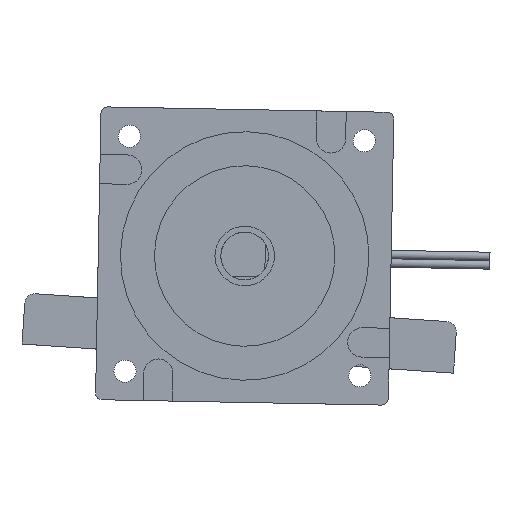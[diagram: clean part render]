
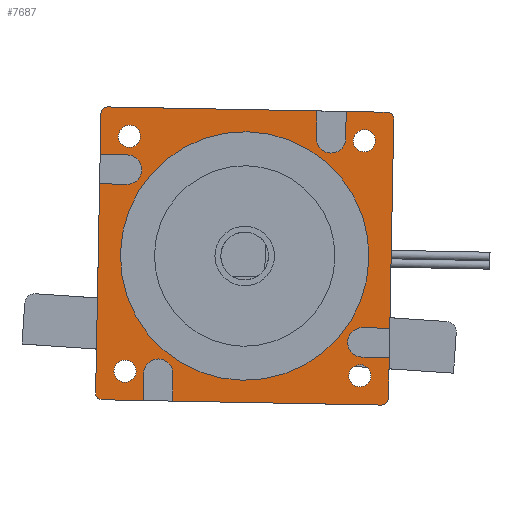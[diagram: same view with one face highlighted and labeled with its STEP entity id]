
A CAD part, left-side view. The second image highlights one B-rep face of the part: STEP entity #7687.
In plain terms, the highlighted face is planar.
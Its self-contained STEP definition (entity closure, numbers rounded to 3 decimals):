
#293=PLANE('',#8382);
#406=FACE_BOUND('',#1447,.T.);
#407=FACE_BOUND('',#1448,.T.);
#408=FACE_BOUND('',#1449,.T.);
#409=FACE_BOUND('',#1450,.T.);
#410=FACE_BOUND('',#1451,.T.);
#566=CIRCLE('',#8379,2.);
#568=CIRCLE('',#8383,4.3);
#569=CIRCLE('',#8384,2.);
#570=CIRCLE('',#8385,4.3);
#571=CIRCLE('',#8386,2.);
#572=CIRCLE('',#8387,4.3);
#573=CIRCLE('',#8388,2.);
#574=CIRCLE('',#8389,4.3);
#575=CIRCLE('',#8390,3.25);
#576=CIRCLE('',#8391,3.25);
#577=CIRCLE('',#8392,3.25);
#578=CIRCLE('',#8393,3.25);
#579=CIRCLE('',#8394,36.5);
#1010=FACE_OUTER_BOUND('',#1446,.T.);
#1446=EDGE_LOOP('',(#5430,#5431,#5432,#5433,#5434,#5435,#5436,#5437,#5438,
#5439,#5440,#5441,#5442,#5443,#5444,#5445,#5446,#5447,#5448,#5449,#5450,
#5451,#5452,#5453));
#1447=EDGE_LOOP('',(#5454));
#1448=EDGE_LOOP('',(#5455));
#1449=EDGE_LOOP('',(#5456));
#1450=EDGE_LOOP('',(#5457));
#1451=EDGE_LOOP('',(#5458));
#1986=LINE('',#11904,#2429);
#1990=LINE('',#11912,#2433);
#1997=LINE('',#11926,#2440);
#1998=LINE('',#11928,#2441);
#1999=LINE('',#11932,#2442);
#2000=LINE('',#11934,#2443);
#2001=LINE('',#11938,#2444);
#2002=LINE('',#11940,#2445);
#2003=LINE('',#11944,#2446);
#2004=LINE('',#11946,#2447);
#2005=LINE('',#11950,#2448);
#2006=LINE('',#11952,#2449);
#2007=LINE('',#11956,#2450);
#2008=LINE('',#11958,#2451);
#2009=LINE('',#11961,#2452);
#2010=LINE('',#11964,#2453);
#2429=VECTOR('',#9621,10.);
#2433=VECTOR('',#9625,10.);
#2440=VECTOR('',#9634,10.);
#2441=VECTOR('',#9635,10.);
#2442=VECTOR('',#9638,10.);
#2443=VECTOR('',#9639,10.);
#2444=VECTOR('',#9642,10.);
#2445=VECTOR('',#9643,10.);
#2446=VECTOR('',#9646,10.);
#2447=VECTOR('',#9647,10.);
#2448=VECTOR('',#9650,10.);
#2449=VECTOR('',#9651,10.);
#2450=VECTOR('',#9654,10.);
#2451=VECTOR('',#9655,10.);
#2452=VECTOR('',#9658,10.);
#2453=VECTOR('',#9661,10.);
#3154=VERTEX_POINT('',#11894);
#3155=VERTEX_POINT('',#11895);
#3158=VERTEX_POINT('',#11903);
#3161=VERTEX_POINT('',#11909);
#3162=VERTEX_POINT('',#11911);
#3168=VERTEX_POINT('',#11925);
#3169=VERTEX_POINT('',#11927);
#3170=VERTEX_POINT('',#11929);
#3171=VERTEX_POINT('',#11931);
#3172=VERTEX_POINT('',#11933);
#3173=VERTEX_POINT('',#11935);
#3174=VERTEX_POINT('',#11937);
#3175=VERTEX_POINT('',#11939);
#3176=VERTEX_POINT('',#11941);
#3177=VERTEX_POINT('',#11943);
#3178=VERTEX_POINT('',#11945);
#3179=VERTEX_POINT('',#11947);
#3180=VERTEX_POINT('',#11949);
#3181=VERTEX_POINT('',#11951);
#3182=VERTEX_POINT('',#11953);
#3183=VERTEX_POINT('',#11955);
#3184=VERTEX_POINT('',#11957);
#3185=VERTEX_POINT('',#11960);
#3186=VERTEX_POINT('',#11962);
#3187=VERTEX_POINT('',#11965);
#3188=VERTEX_POINT('',#11967);
#3189=VERTEX_POINT('',#11969);
#3190=VERTEX_POINT('',#11971);
#3191=VERTEX_POINT('',#11973);
#4014=EDGE_CURVE('',#3154,#3155,#566,.T.);
#4018=EDGE_CURVE('',#3158,#3155,#1986,.T.);
#4022=EDGE_CURVE('',#3162,#3161,#1990,.T.);
#4029=EDGE_CURVE('',#3154,#3168,#1997,.T.);
#4030=EDGE_CURVE('',#3168,#3169,#1998,.T.);
#4031=EDGE_CURVE('',#3169,#3170,#568,.T.);
#4032=EDGE_CURVE('',#3170,#3171,#1999,.T.);
#4033=EDGE_CURVE('',#3171,#3172,#2000,.T.);
#4034=EDGE_CURVE('',#3173,#3172,#569,.T.);
#4035=EDGE_CURVE('',#3173,#3174,#2001,.T.);
#4036=EDGE_CURVE('',#3174,#3175,#2002,.T.);
#4037=EDGE_CURVE('',#3175,#3176,#570,.T.);
#4038=EDGE_CURVE('',#3176,#3177,#2003,.T.);
#4039=EDGE_CURVE('',#3177,#3178,#2004,.T.);
#4040=EDGE_CURVE('',#3179,#3178,#571,.T.);
#4041=EDGE_CURVE('',#3179,#3180,#2005,.T.);
#4042=EDGE_CURVE('',#3180,#3181,#2006,.T.);
#4043=EDGE_CURVE('',#3181,#3182,#572,.T.);
#4044=EDGE_CURVE('',#3182,#3183,#2007,.T.);
#4045=EDGE_CURVE('',#3183,#3184,#2008,.T.);
#4046=EDGE_CURVE('',#3162,#3184,#573,.T.);
#4047=EDGE_CURVE('',#3161,#3185,#2009,.T.);
#4048=EDGE_CURVE('',#3185,#3186,#574,.T.);
#4049=EDGE_CURVE('',#3186,#3158,#2010,.T.);
#4050=EDGE_CURVE('',#3187,#3187,#575,.T.);
#4051=EDGE_CURVE('',#3188,#3188,#576,.T.);
#4052=EDGE_CURVE('',#3189,#3189,#577,.T.);
#4053=EDGE_CURVE('',#3190,#3190,#578,.T.);
#4054=EDGE_CURVE('',#3191,#3191,#579,.T.);
#5430=ORIENTED_EDGE('',*,*,#4014,.F.);
#5431=ORIENTED_EDGE('',*,*,#4029,.T.);
#5432=ORIENTED_EDGE('',*,*,#4030,.T.);
#5433=ORIENTED_EDGE('',*,*,#4031,.T.);
#5434=ORIENTED_EDGE('',*,*,#4032,.T.);
#5435=ORIENTED_EDGE('',*,*,#4033,.T.);
#5436=ORIENTED_EDGE('',*,*,#4034,.F.);
#5437=ORIENTED_EDGE('',*,*,#4035,.T.);
#5438=ORIENTED_EDGE('',*,*,#4036,.T.);
#5439=ORIENTED_EDGE('',*,*,#4037,.T.);
#5440=ORIENTED_EDGE('',*,*,#4038,.T.);
#5441=ORIENTED_EDGE('',*,*,#4039,.T.);
#5442=ORIENTED_EDGE('',*,*,#4040,.F.);
#5443=ORIENTED_EDGE('',*,*,#4041,.T.);
#5444=ORIENTED_EDGE('',*,*,#4042,.T.);
#5445=ORIENTED_EDGE('',*,*,#4043,.T.);
#5446=ORIENTED_EDGE('',*,*,#4044,.T.);
#5447=ORIENTED_EDGE('',*,*,#4045,.T.);
#5448=ORIENTED_EDGE('',*,*,#4046,.F.);
#5449=ORIENTED_EDGE('',*,*,#4022,.T.);
#5450=ORIENTED_EDGE('',*,*,#4047,.T.);
#5451=ORIENTED_EDGE('',*,*,#4048,.T.);
#5452=ORIENTED_EDGE('',*,*,#4049,.T.);
#5453=ORIENTED_EDGE('',*,*,#4018,.T.);
#5454=ORIENTED_EDGE('',*,*,#4050,.T.);
#5455=ORIENTED_EDGE('',*,*,#4051,.T.);
#5456=ORIENTED_EDGE('',*,*,#4052,.T.);
#5457=ORIENTED_EDGE('',*,*,#4053,.T.);
#5458=ORIENTED_EDGE('',*,*,#4054,.T.);
#7687=ADVANCED_FACE('',(#1010,#406,#407,#408,#409,#410),#293,.T.);
#8379=AXIS2_PLACEMENT_3D('',#11896,#9613,#9614);
#8382=AXIS2_PLACEMENT_3D('',#11924,#9632,#9633);
#8383=AXIS2_PLACEMENT_3D('',#11930,#9636,#9637);
#8384=AXIS2_PLACEMENT_3D('',#11936,#9640,#9641);
#8385=AXIS2_PLACEMENT_3D('',#11942,#9644,#9645);
#8386=AXIS2_PLACEMENT_3D('',#11948,#9648,#9649);
#8387=AXIS2_PLACEMENT_3D('',#11954,#9652,#9653);
#8388=AXIS2_PLACEMENT_3D('',#11959,#9656,#9657);
#8389=AXIS2_PLACEMENT_3D('',#11963,#9659,#9660);
#8390=AXIS2_PLACEMENT_3D('',#11966,#9662,#9663);
#8391=AXIS2_PLACEMENT_3D('',#11968,#9664,#9665);
#8392=AXIS2_PLACEMENT_3D('',#11970,#9666,#9667);
#8393=AXIS2_PLACEMENT_3D('',#11972,#9668,#9669);
#8394=AXIS2_PLACEMENT_3D('',#11974,#9670,#9671);
#9613=DIRECTION('center_axis',(0.,0.,-1.));
#9614=DIRECTION('ref_axis',(-0.707,-0.707,0.));
#9621=DIRECTION('',(0.,-1.,0.));
#9625=DIRECTION('',(0.,-1.,0.));
#9632=DIRECTION('center_axis',(0.,0.,1.));
#9633=DIRECTION('ref_axis',(1.,0.,0.));
#9634=DIRECTION('',(1.,0.,0.));
#9635=DIRECTION('',(0.,1.,0.));
#9636=DIRECTION('center_axis',(0.,0.,-1.));
#9637=DIRECTION('ref_axis',(1.,0.,0.));
#9638=DIRECTION('',(0.,-1.,0.));
#9639=DIRECTION('',(1.,0.,0.));
#9640=DIRECTION('center_axis',(0.,0.,-1.));
#9641=DIRECTION('ref_axis',(0.707,-0.707,0.));
#9642=DIRECTION('',(0.,1.,0.));
#9643=DIRECTION('',(-1.,0.,0.));
#9644=DIRECTION('center_axis',(0.,0.,-1.));
#9645=DIRECTION('ref_axis',(0.,1.,0.));
#9646=DIRECTION('',(1.,0.,0.));
#9647=DIRECTION('',(0.,1.,0.));
#9648=DIRECTION('center_axis',(0.,0.,-1.));
#9649=DIRECTION('ref_axis',(0.707,0.707,0.));
#9650=DIRECTION('',(-1.,0.,0.));
#9651=DIRECTION('',(0.,-1.,0.));
#9652=DIRECTION('center_axis',(0.,0.,-1.));
#9653=DIRECTION('ref_axis',(-1.,0.,0.));
#9654=DIRECTION('',(0.,1.,0.));
#9655=DIRECTION('',(-1.,0.,0.));
#9656=DIRECTION('center_axis',(0.,0.,-1.));
#9657=DIRECTION('ref_axis',(-0.707,0.707,0.));
#9658=DIRECTION('',(1.,0.,0.));
#9659=DIRECTION('center_axis',(0.,0.,-1.));
#9660=DIRECTION('ref_axis',(0.,-1.,0.));
#9661=DIRECTION('',(-1.,0.,0.));
#9662=DIRECTION('center_axis',(0.,0.,-1.));
#9663=DIRECTION('ref_axis',(1.,0.,0.));
#9664=DIRECTION('center_axis',(0.,0.,-1.));
#9665=DIRECTION('ref_axis',(1.,0.,0.));
#9666=DIRECTION('center_axis',(0.,0.,-1.));
#9667=DIRECTION('ref_axis',(1.,0.,0.));
#9668=DIRECTION('center_axis',(0.,0.,-1.));
#9669=DIRECTION('ref_axis',(1.,0.,0.));
#9670=DIRECTION('center_axis',(0.,0.,-1.));
#9671=DIRECTION('ref_axis',(1.,0.,0.));
#11894=CARTESIAN_POINT('',(-41.,-43.,17.));
#11895=CARTESIAN_POINT('',(-43.,-41.,17.));
#11896=CARTESIAN_POINT('Origin',(-41.,-41.,17.));
#11903=CARTESIAN_POINT('',(-43.,20.4,17.));
#11904=CARTESIAN_POINT('',(-43.,43.,17.));
#11909=CARTESIAN_POINT('',(-43.,29.,17.));
#11911=CARTESIAN_POINT('',(-43.,41.,17.));
#11912=CARTESIAN_POINT('',(-43.,43.,17.));
#11924=CARTESIAN_POINT('Origin',(0.,0.,17.));
#11925=CARTESIAN_POINT('',(-29.,-43.,17.));
#11926=CARTESIAN_POINT('',(-43.,-43.,17.));
#11927=CARTESIAN_POINT('',(-29.,-35.,17.));
#11928=CARTESIAN_POINT('',(-29.,-21.5,17.));
#11929=CARTESIAN_POINT('',(-20.4,-35.,17.));
#11930=CARTESIAN_POINT('Origin',(-24.7,-35.,17.));
#11931=CARTESIAN_POINT('',(-20.4,-43.,17.));
#11932=CARTESIAN_POINT('',(-20.4,-17.5,17.));
#11933=CARTESIAN_POINT('',(41.,-43.,17.));
#11934=CARTESIAN_POINT('',(-43.,-43.,17.));
#11935=CARTESIAN_POINT('',(43.,-41.,17.));
#11936=CARTESIAN_POINT('Origin',(41.,-41.,17.));
#11937=CARTESIAN_POINT('',(43.,-29.,17.));
#11938=CARTESIAN_POINT('',(43.,-43.,17.));
#11939=CARTESIAN_POINT('',(35.,-29.,17.));
#11940=CARTESIAN_POINT('',(21.5,-29.,17.));
#11941=CARTESIAN_POINT('',(35.,-20.4,17.));
#11942=CARTESIAN_POINT('Origin',(35.,-24.7,17.));
#11943=CARTESIAN_POINT('',(43.,-20.4,17.));
#11944=CARTESIAN_POINT('',(17.5,-20.4,17.));
#11945=CARTESIAN_POINT('',(43.,41.,17.));
#11946=CARTESIAN_POINT('',(43.,-43.,17.));
#11947=CARTESIAN_POINT('',(41.,43.,17.));
#11948=CARTESIAN_POINT('Origin',(41.,41.,17.));
#11949=CARTESIAN_POINT('',(29.,43.,17.));
#11950=CARTESIAN_POINT('',(43.,43.,17.));
#11951=CARTESIAN_POINT('',(29.,35.,17.));
#11952=CARTESIAN_POINT('',(29.,21.5,17.));
#11953=CARTESIAN_POINT('',(20.4,35.,17.));
#11954=CARTESIAN_POINT('Origin',(24.7,35.,17.));
#11955=CARTESIAN_POINT('',(20.4,43.,17.));
#11956=CARTESIAN_POINT('',(20.4,17.5,17.));
#11957=CARTESIAN_POINT('',(-41.,43.,17.));
#11958=CARTESIAN_POINT('',(43.,43.,17.));
#11959=CARTESIAN_POINT('Origin',(-41.,41.,17.));
#11960=CARTESIAN_POINT('',(-35.,29.,17.));
#11961=CARTESIAN_POINT('',(-21.5,29.,17.));
#11962=CARTESIAN_POINT('',(-35.,20.4,17.));
#11963=CARTESIAN_POINT('Origin',(-35.,24.7,17.));
#11964=CARTESIAN_POINT('',(-17.5,20.4,17.));
#11965=CARTESIAN_POINT('',(31.25,-34.5,17.));
#11966=CARTESIAN_POINT('Origin',(34.5,-34.5,17.));
#11967=CARTESIAN_POINT('',(31.25,34.5,17.));
#11968=CARTESIAN_POINT('Origin',(34.5,34.5,17.));
#11969=CARTESIAN_POINT('',(-37.75,-34.5,17.));
#11970=CARTESIAN_POINT('Origin',(-34.5,-34.5,17.));
#11971=CARTESIAN_POINT('',(-37.75,34.5,17.));
#11972=CARTESIAN_POINT('Origin',(-34.5,34.5,17.));
#11973=CARTESIAN_POINT('',(-36.5,0.,17.));
#11974=CARTESIAN_POINT('Origin',(0.,0.,17.));
